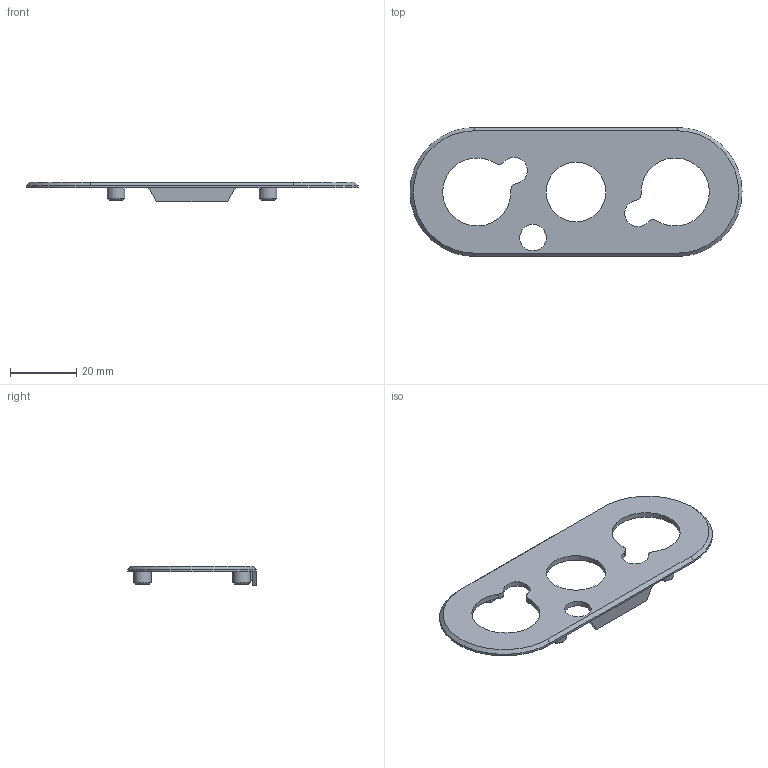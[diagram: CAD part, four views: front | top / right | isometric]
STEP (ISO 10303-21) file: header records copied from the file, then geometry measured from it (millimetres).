
FILE_DESCRIPTION(('FreeCAD Model'),'2;1');
FILE_NAME('Open CASCADE Shape Model','2024-06-21T08:36:58',(''),(''), 'Open CASCADE STEP processor 7.6','FreeCAD','Unknown');
FILE_SCHEMA(('AUTOMOTIVE_DESIGN { 1 0 10303 214 1 1 1 1 }'));
Length unit declared in the file: millimetre
Products named in the file (1): Cover
Bounding box: 100.4 x 39 x 5.9 mm (x, y, z)
Volume: 4327.6 mm3; surface area: 6252.9 mm2
Topology: 1 solids, 1 shells, 53 faces, 124 edges, 78 vertices
Faces by surface type: cylinder 20, plane 19, cone 10, bspline 4
Full cylindrical faces by diameter (mm): 2.5 x4, 5.3 x4, 8 x1, 18 x1
Entity records: 1526 total; most frequent: CARTESIAN_POINT 268, DIRECTION 262, ORIENTED_EDGE 240, EDGE_CURVE 120, AXIS2_PLACEMENT_3D 96, VERTEX_POINT 78, FACE_BOUND 70, EDGE_LOOP 70
